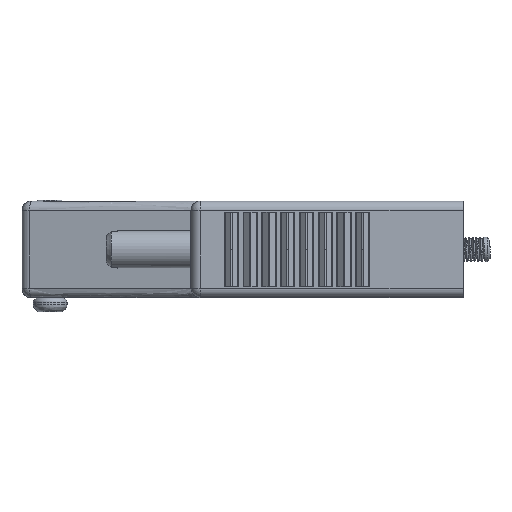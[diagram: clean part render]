
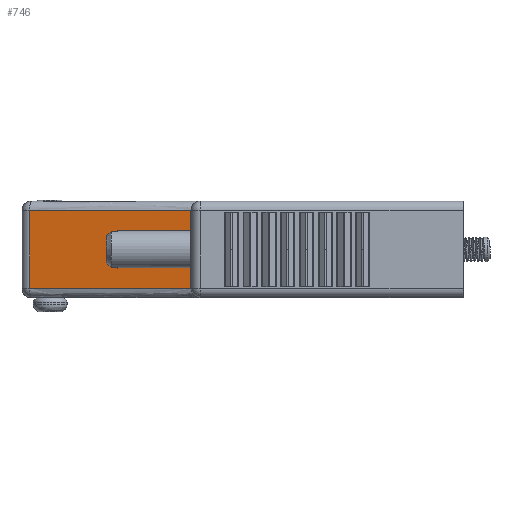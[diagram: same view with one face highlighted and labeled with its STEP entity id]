
A CAD part, left-side view. The second image highlights one B-rep face of the part: STEP entity #746.
In plain terms, the highlighted planar face has unit normal (-0.985, 0.174, 0).
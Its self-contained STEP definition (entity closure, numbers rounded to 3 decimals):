
#679=CARTESIAN_POINT('',(-23.72,23.502,-5.149));
#680=DIRECTION('',(-0.174,-0.985,0.));
#681=DIRECTION('',(-0.985,0.174,0.));
#682=AXIS2_PLACEMENT_3D('',#679,#681,#680);
#683=PLANE('',#682);
#684=CARTESIAN_POINT('',(-25.146,15.418,-5.149));
#685=VERTEX_POINT('',#684);
#686=CARTESIAN_POINT('',(-25.307,14.502,-4.335));
#687=VERTEX_POINT('',#686);
#688=CARTESIAN_POINT('',(-27.271,3.366,-5.147));
#689=DIRECTION('',(0.174,0.985,0.));
#690=DIRECTION('',(0.985,-0.174,0.));
#691=AXIS2_PLACEMENT_3D('',#688,#690,#689);
#692=ELLIPSE('',#691,12.237,2.125);
#693=TRIMMED_CURVE('',#692,(PARAMETER_VALUE(0.)),(PARAMETER_VALUE(0.392)),.T.,.PARAMETER.);
#694=EDGE_CURVE('',#685,#687,#693,.T.);
#695=ORIENTED_EDGE('',*,*,#694,.T.);
#696=CARTESIAN_POINT('',(-25.307,14.502,-0.997));
#697=VERTEX_POINT('',#696);
#698=CARTESIAN_POINT('',(-25.307,14.502,-4.335));
#699=DIRECTION('',(0.,0.,1.));
#700=VECTOR('',#699,3.338);
#701=LINE('',#698,#700);
#702=EDGE_CURVE('',#687,#697,#701,.T.);
#703=ORIENTED_EDGE('',*,*,#702,.T.);
#704=CARTESIAN_POINT('',(-22.279,31.676,-0.997));
#705=VERTEX_POINT('',#704);
#706=CARTESIAN_POINT('',(-25.307,14.502,-0.997));
#707=DIRECTION('',(0.174,0.985,0.));
#708=VECTOR('',#707,17.439);
#709=LINE('',#706,#708);
#710=EDGE_CURVE('',#697,#705,#709,.T.);
#711=ORIENTED_EDGE('',*,*,#710,.T.);
#712=CARTESIAN_POINT('',(-22.279,31.676,-9.3));
#713=VERTEX_POINT('',#712);
#714=CARTESIAN_POINT('',(-22.279,31.676,-0.997));
#715=DIRECTION('',(0.,0.,-1.));
#716=VECTOR('',#715,8.303);
#717=LINE('',#714,#716);
#718=EDGE_CURVE('',#705,#713,#717,.T.);
#719=ORIENTED_EDGE('',*,*,#718,.T.);
#720=CARTESIAN_POINT('',(-25.307,14.502,-9.3));
#721=VERTEX_POINT('',#720);
#722=CARTESIAN_POINT('',(-22.279,31.676,-9.3));
#723=DIRECTION('',(-0.174,-0.985,0.));
#724=VECTOR('',#723,17.439);
#725=LINE('',#722,#724);
#726=EDGE_CURVE('',#713,#721,#725,.T.);
#727=ORIENTED_EDGE('',*,*,#726,.T.);
#728=CARTESIAN_POINT('',(-25.307,14.502,-5.962));
#729=VERTEX_POINT('',#728);
#730=CARTESIAN_POINT('',(-25.307,14.502,-5.962));
#731=DIRECTION('',(0.,0.,-1.));
#732=VECTOR('',#731,3.338);
#733=LINE('',#730,#732);
#734=EDGE_CURVE('',#729,#721,#733,.T.);
#735=ORIENTED_EDGE('',*,*,#734,.F.);
#736=CARTESIAN_POINT('',(-27.271,3.366,-5.15));
#737=DIRECTION('',(0.174,0.985,0.));
#738=DIRECTION('',(0.985,-0.174,0.));
#739=AXIS2_PLACEMENT_3D('',#736,#738,#737);
#740=ELLIPSE('',#739,12.237,2.125);
#741=TRIMMED_CURVE('',#740,(PARAMETER_VALUE(5.891)),(PARAMETER_VALUE(0.)),.T.,.PARAMETER.);
#742=EDGE_CURVE('',#729,#685,#741,.T.);
#743=ORIENTED_EDGE('',*,*,#742,.T.);
#744=EDGE_LOOP('',(#695,#703,#711,#719,#727,#735,#743));
#745=FACE_OUTER_BOUND('',#744,.T.);
#746=ADVANCED_FACE('',(#745),#683,.T.);
